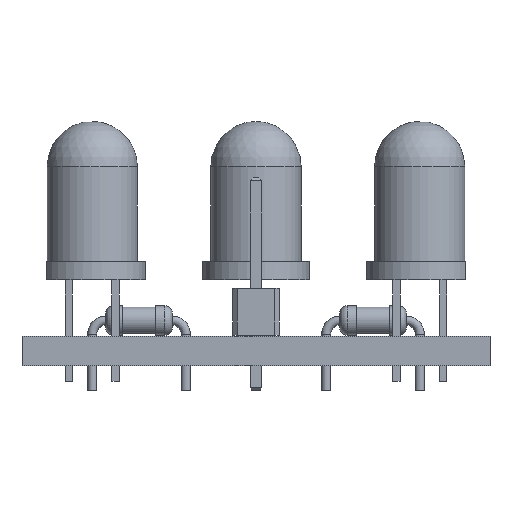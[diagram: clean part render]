
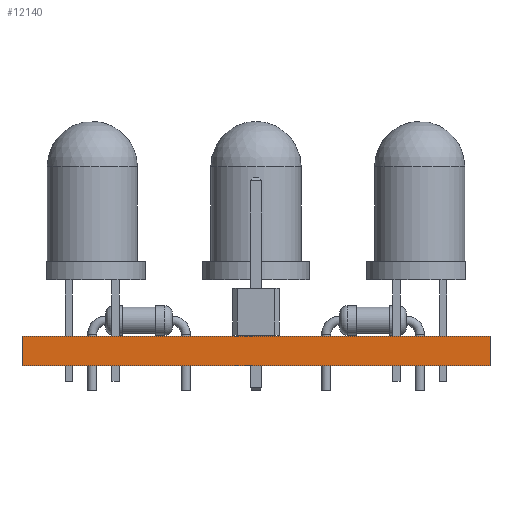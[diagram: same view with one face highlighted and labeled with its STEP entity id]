
A CAD part, front view. The second image highlights one B-rep face of the part: STEP entity #12140.
In plain terms, the highlighted planar face has unit normal (0, -1, 0).
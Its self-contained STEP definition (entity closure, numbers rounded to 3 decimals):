
#12140 = ADVANCED_FACE('',(#12141),#12155,.T.);
#12141 = FACE_BOUND('',#12142,.T.);
#12142 = EDGE_LOOP('',(#12143,#12178,#12206,#12234));
#12143 = ORIENTED_EDGE('',*,*,#12144,.T.);
#12144 = EDGE_CURVE('',#12145,#12147,#12149,.T.);
#12145 = VERTEX_POINT('',#12146);
#12146 = CARTESIAN_POINT('',(114.3,-81.28,0.));
#12147 = VERTEX_POINT('',#12148);
#12148 = CARTESIAN_POINT('',(114.3,-81.28,1.6));
#12149 = SURFACE_CURVE('',#12150,(#12154,#12166),.PCURVE_S1.);
#12150 = LINE('',#12151,#12152);
#12151 = CARTESIAN_POINT('',(114.3,-81.28,0.));
#12152 = VECTOR('',#12153,1.);
#12153 = DIRECTION('',(0.,0.,1.));
#12154 = PCURVE('',#12155,#12160);
#12155 = PLANE('',#12156);
#12156 = AXIS2_PLACEMENT_3D('',#12157,#12158,#12159);
#12157 = CARTESIAN_POINT('',(114.3,-81.28,0.));
#12158 = DIRECTION('',(0.,-1.,0.));
#12159 = DIRECTION('',(-1.,0.,0.));
#12160 = DEFINITIONAL_REPRESENTATION('',(#12161),#12165);
#12161 = LINE('',#12162,#12163);
#12162 = CARTESIAN_POINT('',(0.,-0.));
#12163 = VECTOR('',#12164,1.);
#12164 = DIRECTION('',(0.,-1.));
#12165 = ( GEOMETRIC_REPRESENTATION_CONTEXT(2) 
PARAMETRIC_REPRESENTATION_CONTEXT() REPRESENTATION_CONTEXT('2D SPACE',''
  ) );
#12166 = PCURVE('',#12167,#12172);
#12167 = PLANE('',#12168);
#12168 = AXIS2_PLACEMENT_3D('',#12169,#12170,#12171);
#12169 = CARTESIAN_POINT('',(114.3,-46.99,0.));
#12170 = DIRECTION('',(1.,0.,-0.));
#12171 = DIRECTION('',(0.,-1.,0.));
#12172 = DEFINITIONAL_REPRESENTATION('',(#12173),#12177);
#12173 = LINE('',#12174,#12175);
#12174 = CARTESIAN_POINT('',(34.29,0.));
#12175 = VECTOR('',#12176,1.);
#12176 = DIRECTION('',(0.,-1.));
#12177 = ( GEOMETRIC_REPRESENTATION_CONTEXT(2) 
PARAMETRIC_REPRESENTATION_CONTEXT() REPRESENTATION_CONTEXT('2D SPACE',''
  ) );
#12178 = ORIENTED_EDGE('',*,*,#12179,.T.);
#12179 = EDGE_CURVE('',#12147,#12180,#12182,.T.);
#12180 = VERTEX_POINT('',#12181);
#12181 = CARTESIAN_POINT('',(88.9,-81.28,1.6));
#12182 = SURFACE_CURVE('',#12183,(#12187,#12194),.PCURVE_S1.);
#12183 = LINE('',#12184,#12185);
#12184 = CARTESIAN_POINT('',(114.3,-81.28,1.6));
#12185 = VECTOR('',#12186,1.);
#12186 = DIRECTION('',(-1.,0.,0.));
#12187 = PCURVE('',#12155,#12188);
#12188 = DEFINITIONAL_REPRESENTATION('',(#12189),#12193);
#12189 = LINE('',#12190,#12191);
#12190 = CARTESIAN_POINT('',(0.,-1.6));
#12191 = VECTOR('',#12192,1.);
#12192 = DIRECTION('',(1.,0.));
#12193 = ( GEOMETRIC_REPRESENTATION_CONTEXT(2) 
PARAMETRIC_REPRESENTATION_CONTEXT() REPRESENTATION_CONTEXT('2D SPACE',''
  ) );
#12194 = PCURVE('',#12195,#12200);
#12195 = PLANE('',#12196);
#12196 = AXIS2_PLACEMENT_3D('',#12197,#12198,#12199);
#12197 = CARTESIAN_POINT('',(101.6,-64.135,1.6));
#12198 = DIRECTION('',(-0.,-0.,-1.));
#12199 = DIRECTION('',(-1.,0.,0.));
#12200 = DEFINITIONAL_REPRESENTATION('',(#12201),#12205);
#12201 = LINE('',#12202,#12203);
#12202 = CARTESIAN_POINT('',(-12.7,-17.145));
#12203 = VECTOR('',#12204,1.);
#12204 = DIRECTION('',(1.,0.));
#12205 = ( GEOMETRIC_REPRESENTATION_CONTEXT(2) 
PARAMETRIC_REPRESENTATION_CONTEXT() REPRESENTATION_CONTEXT('2D SPACE',''
  ) );
#12206 = ORIENTED_EDGE('',*,*,#12207,.F.);
#12207 = EDGE_CURVE('',#12208,#12180,#12210,.T.);
#12208 = VERTEX_POINT('',#12209);
#12209 = CARTESIAN_POINT('',(88.9,-81.28,0.));
#12210 = SURFACE_CURVE('',#12211,(#12215,#12222),.PCURVE_S1.);
#12211 = LINE('',#12212,#12213);
#12212 = CARTESIAN_POINT('',(88.9,-81.28,0.));
#12213 = VECTOR('',#12214,1.);
#12214 = DIRECTION('',(0.,0.,1.));
#12215 = PCURVE('',#12155,#12216);
#12216 = DEFINITIONAL_REPRESENTATION('',(#12217),#12221);
#12217 = LINE('',#12218,#12219);
#12218 = CARTESIAN_POINT('',(25.4,0.));
#12219 = VECTOR('',#12220,1.);
#12220 = DIRECTION('',(0.,-1.));
#12221 = ( GEOMETRIC_REPRESENTATION_CONTEXT(2) 
PARAMETRIC_REPRESENTATION_CONTEXT() REPRESENTATION_CONTEXT('2D SPACE',''
  ) );
#12222 = PCURVE('',#12223,#12228);
#12223 = PLANE('',#12224);
#12224 = AXIS2_PLACEMENT_3D('',#12225,#12226,#12227);
#12225 = CARTESIAN_POINT('',(88.9,-81.28,0.));
#12226 = DIRECTION('',(-1.,0.,0.));
#12227 = DIRECTION('',(0.,1.,0.));
#12228 = DEFINITIONAL_REPRESENTATION('',(#12229),#12233);
#12229 = LINE('',#12230,#12231);
#12230 = CARTESIAN_POINT('',(0.,0.));
#12231 = VECTOR('',#12232,1.);
#12232 = DIRECTION('',(0.,-1.));
#12233 = ( GEOMETRIC_REPRESENTATION_CONTEXT(2) 
PARAMETRIC_REPRESENTATION_CONTEXT() REPRESENTATION_CONTEXT('2D SPACE',''
  ) );
#12234 = ORIENTED_EDGE('',*,*,#12235,.F.);
#12235 = EDGE_CURVE('',#12145,#12208,#12236,.T.);
#12236 = SURFACE_CURVE('',#12237,(#12241,#12248),.PCURVE_S1.);
#12237 = LINE('',#12238,#12239);
#12238 = CARTESIAN_POINT('',(114.3,-81.28,0.));
#12239 = VECTOR('',#12240,1.);
#12240 = DIRECTION('',(-1.,0.,0.));
#12241 = PCURVE('',#12155,#12242);
#12242 = DEFINITIONAL_REPRESENTATION('',(#12243),#12247);
#12243 = LINE('',#12244,#12245);
#12244 = CARTESIAN_POINT('',(0.,-0.));
#12245 = VECTOR('',#12246,1.);
#12246 = DIRECTION('',(1.,0.));
#12247 = ( GEOMETRIC_REPRESENTATION_CONTEXT(2) 
PARAMETRIC_REPRESENTATION_CONTEXT() REPRESENTATION_CONTEXT('2D SPACE',''
  ) );
#12248 = PCURVE('',#12249,#12254);
#12249 = PLANE('',#12250);
#12250 = AXIS2_PLACEMENT_3D('',#12251,#12252,#12253);
#12251 = CARTESIAN_POINT('',(101.6,-64.135,0.));
#12252 = DIRECTION('',(-0.,-0.,-1.));
#12253 = DIRECTION('',(-1.,0.,0.));
#12254 = DEFINITIONAL_REPRESENTATION('',(#12255),#12259);
#12255 = LINE('',#12256,#12257);
#12256 = CARTESIAN_POINT('',(-12.7,-17.145));
#12257 = VECTOR('',#12258,1.);
#12258 = DIRECTION('',(1.,0.));
#12259 = ( GEOMETRIC_REPRESENTATION_CONTEXT(2) 
PARAMETRIC_REPRESENTATION_CONTEXT() REPRESENTATION_CONTEXT('2D SPACE',''
  ) );
